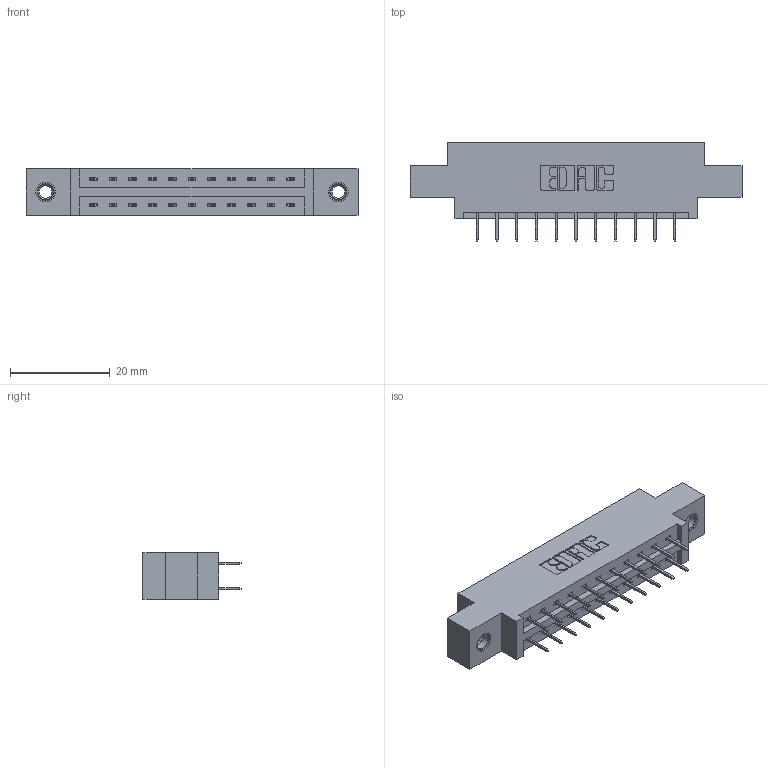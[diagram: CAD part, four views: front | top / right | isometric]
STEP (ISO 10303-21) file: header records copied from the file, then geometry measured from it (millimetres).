
FILE_DESCRIPTION (( 'STEP AP203' ), '1' );
FILE_NAME ('387-022-524-807.STEP', '2018-09-14T04:11:29', ( '' ), ( '' ), 'SwSTEP 2.0', 'SolidWorks 2016', '' );
FILE_SCHEMA (( 'CONFIG_CONTROL_DESIGN' ));
Length unit declared in the file: inch
Products named in the file (4): 337 Part_0.170 Offset - 0.156 Dia-TI; 345-292-001_345-293-124; 345-250-001_345-250-005-103; 387-022-524-807
Assembly tree (25 placements, depth 2):
  387-022-524-807
    337 Part_0.170 Offset - 0.156 Dia-TI
    345-292-001_345-293-124  x22
    345-250-001_345-250-005-103  x2
Bounding box: 66.6 x 19.69 x 9.4 mm (x, y, z)
Volume: 6441.8 mm3; surface area: 7022 mm2
Topology: 25 solids, 25 shells, 1454 faces, 4089 edges, 2630 vertices
Faces by surface type: plane 1074, cylinder 364, cone 12, torus 4
Entity records: 13930 total; most frequent: CARTESIAN_POINT 2353, ORIENTED_EDGE 2282, DIRECTION 2091, EDGE_CURVE 1141, VECTOR 997, LINE 997, VERTEX_POINT 752, AXIS2_PLACEMENT_3D 547
